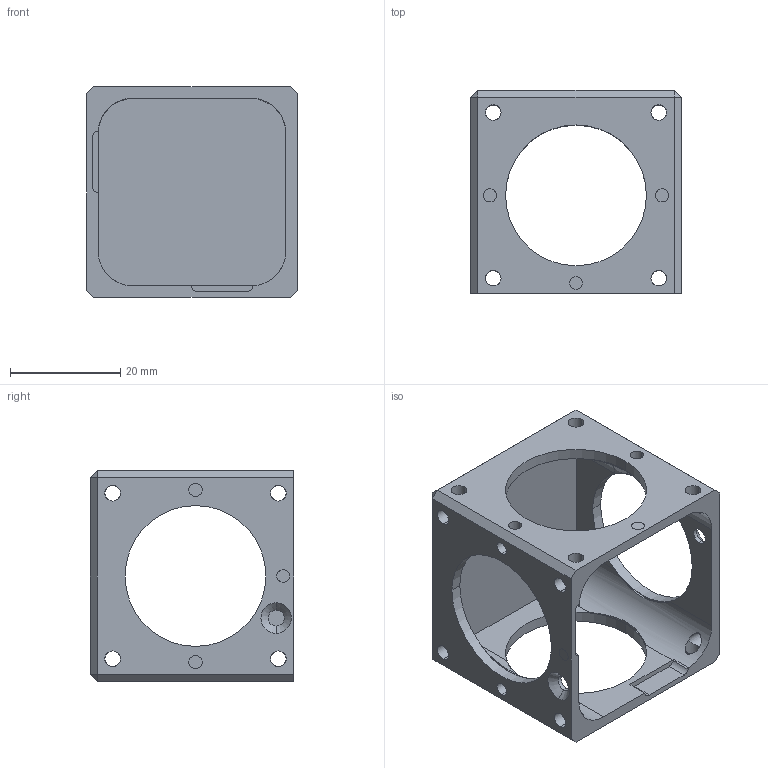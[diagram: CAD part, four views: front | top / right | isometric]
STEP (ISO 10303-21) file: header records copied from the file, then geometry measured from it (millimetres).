
FILE_DESCRIPTION (( 'STEP AP214' ), '1' );
FILE_NAME ('CM1-DCH-top.STEP', '2026-01-12T11:46:52', ( '' ), ( '' ), 'SwSTEP 2.0', 'SolidWorks 2023', '' );
FILE_SCHEMA (( 'AUTOMOTIVE_DESIGN' ));
Length unit declared in the file: millimetre
Products named in the file (1): CM1-DCH-top
Bounding box: 38.1 x 36.83 x 38.1 mm (x, y, z)
Volume: 9384.6 mm3; surface area: 9636 mm2
Topology: 1 solids, 1 shells, 153 faces, 406 edges, 258 vertices
Faces by surface type: cylinder 108, plane 39, cone 4, bspline 2
Entity records: 5411 total; most frequent: CARTESIAN_POINT 1674, ORIENTED_EDGE 812, DIRECTION 728, EDGE_CURVE 406, AXIS2_PLACEMENT_3D 284, VERTEX_POINT 258, EDGE_LOOP 200, VECTOR 160
